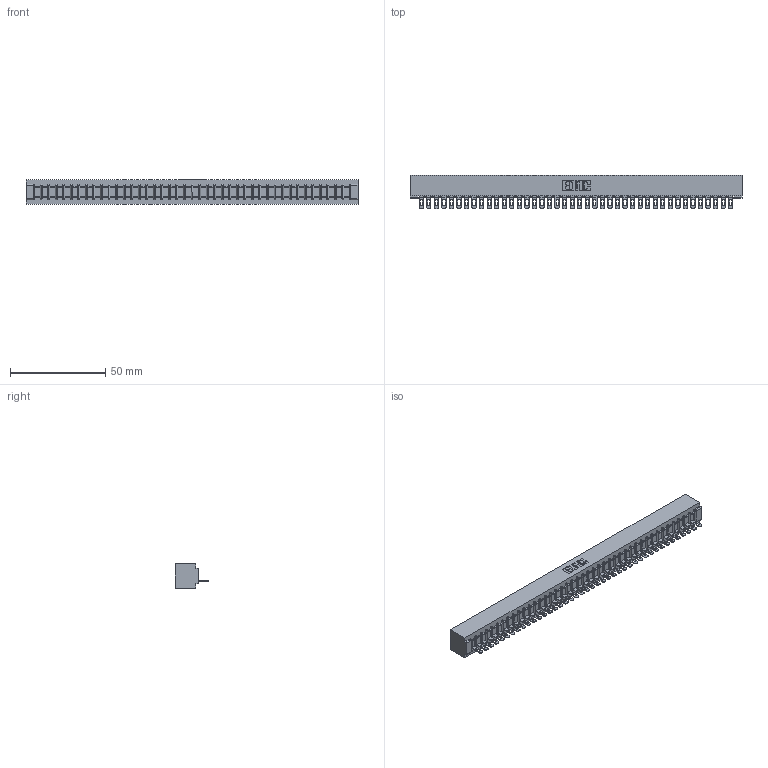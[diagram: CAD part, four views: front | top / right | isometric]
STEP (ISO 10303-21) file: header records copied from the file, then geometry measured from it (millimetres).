
FILE_DESCRIPTION (( 'STEP AP203' ), '1' );
FILE_NAME ('307-042-501-101.STEP', '2019-09-05T11:32:07', ( '' ), ( '' ), 'SwSTEP 2.0', 'SolidWorks 2016', '' );
FILE_SCHEMA (( 'CONFIG_CONTROL_DESIGN' ));
Length unit declared in the file: inch
Products named in the file (3): 307-290-002_501; 307-042-501-101; 307 Part_No Mounting Lugs
Assembly tree (43 placements, depth 2):
  307-042-501-101
    307 Part_No Mounting Lugs
    307-290-002_501  x42
Bounding box: 174.29 x 17.42 x 12.7 mm (x, y, z)
Volume: 19246.1 mm3; surface area: 24832.5 mm2
Topology: 43 solids, 43 shells, 3345 faces, 10295 edges, 6746 vertices
Faces by surface type: plane 1914, cylinder 1345, sphere 86
Entity records: 36522 total; most frequent: CARTESIAN_POINT 6160, ORIENTED_EDGE 6150, DIRECTION 5987, EDGE_CURVE 3075, LINE 2353, VECTOR 2353, VERTEX_POINT 1990, AXIS2_PLACEMENT_3D 1817
